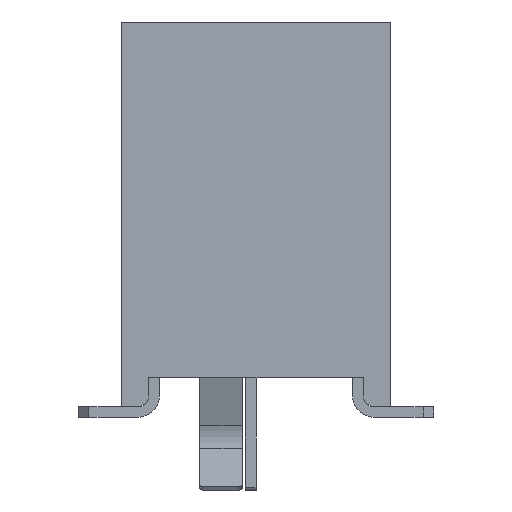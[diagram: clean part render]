
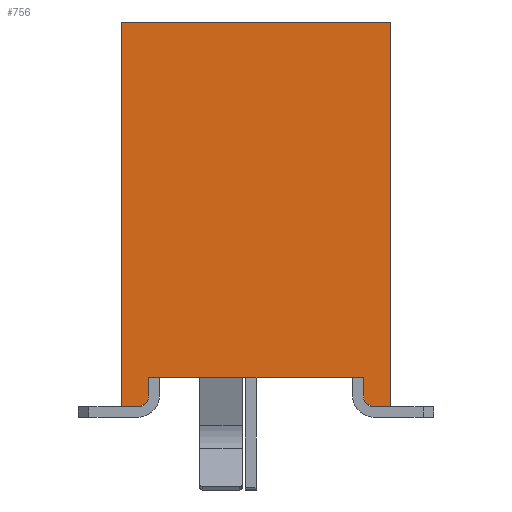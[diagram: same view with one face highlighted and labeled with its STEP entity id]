
A CAD part, left-side view. The second image highlights one B-rep face of the part: STEP entity #756.
In plain terms, the highlighted planar face has unit normal (-1, 0, 0).
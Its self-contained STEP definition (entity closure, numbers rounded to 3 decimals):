
#756 = ADVANCED_FACE( '', ( #1657 ), #1658, .T. );
#1657 = FACE_OUTER_BOUND( '', #2723, .T. );
#1658 = PLANE( '', #2724 );
#2723 = EDGE_LOOP( '', ( #4988, #4989, #4990, #4991, #4992, #4993, #4994, #4995, #4996, #4997 ) );
#2724 = AXIS2_PLACEMENT_3D( '', #4998, #4999, #5000 );
#4988 = ORIENTED_EDGE( '', *, *, #6258, .F. );
#4989 = ORIENTED_EDGE( '', *, *, #6341, .T. );
#4990 = ORIENTED_EDGE( '', *, *, #6971, .T. );
#4991 = ORIENTED_EDGE( '', *, *, #7080, .T. );
#4992 = ORIENTED_EDGE( '', *, *, #6420, .T. );
#4993 = ORIENTED_EDGE( '', *, *, #7081, .T. );
#4994 = ORIENTED_EDGE( '', *, *, #7082, .F. );
#4995 = ORIENTED_EDGE( '', *, *, #6842, .T. );
#4996 = ORIENTED_EDGE( '', *, *, #7083, .T. );
#4997 = ORIENTED_EDGE( '', *, *, #6773, .F. );
#4998 = CARTESIAN_POINT( '', ( -12.95, -2.54, -3.62 ) );
#4999 = DIRECTION( '', ( -1., 0., 0. ) );
#5000 = DIRECTION( '', ( 0., 0., 1. ) );
#6258 = EDGE_CURVE( '', #7515, #7517, #7518, .T. );
#6341 = EDGE_CURVE( '', #7515, #7660, #7661, .T. );
#6420 = EDGE_CURVE( '', #7794, #7792, #7795, .T. );
#6773 = EDGE_CURVE( '', #7517, #8342, #8343, .T. );
#6842 = EDGE_CURVE( '', #8441, #8442, #8443, .T. );
#6971 = EDGE_CURVE( '', #7660, #8624, #8625, .T. );
#7080 = EDGE_CURVE( '', #8624, #7794, #8767, .T. );
#7081 = EDGE_CURVE( '', #7792, #8768, #8769, .T. );
#7082 = EDGE_CURVE( '', #8441, #8768, #8770, .T. );
#7083 = EDGE_CURVE( '', #8442, #8342, #8771, .T. );
#7515 = VERTEX_POINT( '', #9308 );
#7517 = VERTEX_POINT( '', #9311 );
#7518 = LINE( '', #9312, #9313 );
#7660 = VERTEX_POINT( '', #9513 );
#7661 = CIRCLE( '', #9514, 0.2 );
#7792 = VERTEX_POINT( '', #9699 );
#7794 = VERTEX_POINT( '', #9702 );
#7795 = LINE( '', #9703, #9704 );
#8342 = VERTEX_POINT( '', #10528 );
#8343 = LINE( '', #10529, #10530 );
#8441 = VERTEX_POINT( '', #10676 );
#8442 = VERTEX_POINT( '', #10677 );
#8443 = LINE( '', #10678, #10679 );
#8624 = VERTEX_POINT( '', #10952 );
#8625 = LINE( '', #10953, #10954 );
#8767 = LINE( '', #11179, #11180 );
#8768 = VERTEX_POINT( '', #11181 );
#8769 = CIRCLE( '', #11182, 0.2 );
#8770 = LINE( '', #11183, #11184 );
#8771 = LINE( '', #11185, #11186 );
#9308 = CARTESIAN_POINT( '', ( -12.95, 2.22, -3.62 ) );
#9311 = CARTESIAN_POINT( '', ( -12.95, 2.54, -3.62 ) );
#9312 = CARTESIAN_POINT( '', ( -12.95, -2.54, -3.62 ) );
#9313 = VECTOR( '', #11690, 1000. );
#9513 = CARTESIAN_POINT( '', ( -12.95, 2.02, -3.42 ) );
#9514 = AXIS2_PLACEMENT_3D( '', #11776, #11777, #11778 );
#9699 = CARTESIAN_POINT( '', ( -12.95, -2.02, -3.42 ) );
#9702 = CARTESIAN_POINT( '', ( -12.95, -2.02, -3.08 ) );
#9703 = CARTESIAN_POINT( '', ( -12.95, -2.02, -3.62 ) );
#9704 = VECTOR( '', #11852, 1000. );
#10528 = CARTESIAN_POINT( '', ( -12.95, 2.54, 3.62 ) );
#10529 = CARTESIAN_POINT( '', ( -12.95, 2.54, -3.62 ) );
#10530 = VECTOR( '', #12145, 1000. );
#10676 = CARTESIAN_POINT( '', ( -12.95, -2.54, -3.62 ) );
#10677 = CARTESIAN_POINT( '', ( -12.95, -2.54, 3.62 ) );
#10678 = CARTESIAN_POINT( '', ( -12.95, -2.54, -3.62 ) );
#10679 = VECTOR( '', #12200, 1000. );
#10952 = CARTESIAN_POINT( '', ( -12.95, 2.02, -3.08 ) );
#10953 = CARTESIAN_POINT( '', ( -12.95, 2.02, -3.62 ) );
#10954 = VECTOR( '', #12311, 1000. );
#11179 = CARTESIAN_POINT( '', ( -12.95, -2.54, -3.08 ) );
#11180 = VECTOR( '', #12392, 1000. );
#11181 = CARTESIAN_POINT( '', ( -12.95, -2.22, -3.62 ) );
#11182 = AXIS2_PLACEMENT_3D( '', #12393, #12394, #12395 );
#11183 = CARTESIAN_POINT( '', ( -12.95, -2.54, -3.62 ) );
#11184 = VECTOR( '', #12396, 1000. );
#11185 = CARTESIAN_POINT( '', ( -12.95, -2.54, 3.62 ) );
#11186 = VECTOR( '', #12397, 1000. );
#11690 = DIRECTION( '', ( 0., 1., 0. ) );
#11776 = CARTESIAN_POINT( '', ( -12.95, 2.22, -3.42 ) );
#11777 = DIRECTION( '', ( -1., 0., 0. ) );
#11778 = DIRECTION( '', ( 0., 0., 1. ) );
#11852 = DIRECTION( '', ( 0., 0., -1. ) );
#12145 = DIRECTION( '', ( 0., 0., 1. ) );
#12200 = DIRECTION( '', ( 0., 0., 1. ) );
#12311 = DIRECTION( '', ( 0., 0., 1. ) );
#12392 = DIRECTION( '', ( 0., -1., 0. ) );
#12393 = CARTESIAN_POINT( '', ( -12.95, -2.22, -3.42 ) );
#12394 = DIRECTION( '', ( -1., 0., 0. ) );
#12395 = DIRECTION( '', ( 0., 0., 1. ) );
#12396 = DIRECTION( '', ( 0., 1., 0. ) );
#12397 = DIRECTION( '', ( 0., 1., 0. ) );
